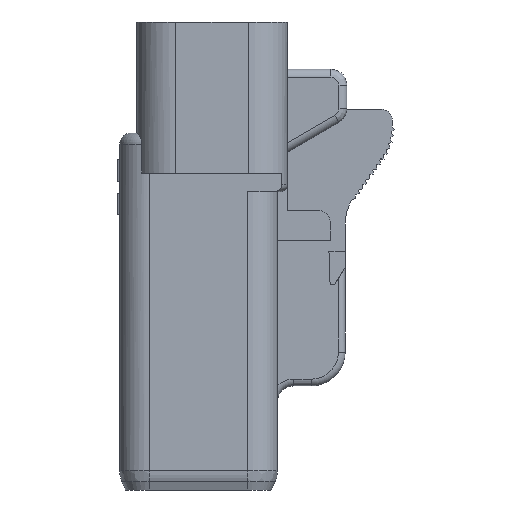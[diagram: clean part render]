
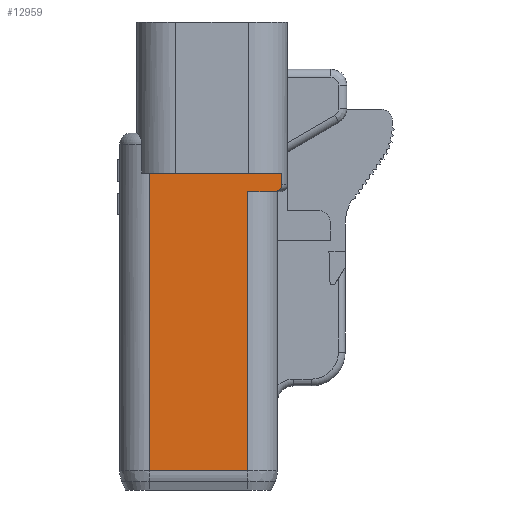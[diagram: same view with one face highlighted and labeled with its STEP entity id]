
A CAD part, left-side view. The second image highlights one B-rep face of the part: STEP entity #12959.
In plain terms, the highlighted planar face has unit normal (-1, 0, 0).
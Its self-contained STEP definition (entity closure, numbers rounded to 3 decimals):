
#1627=DIRECTION('',(0.,-1.,0.));
#1628=VECTOR('',#1627,7.3);
#1629=CARTESIAN_POINT('',(-7.85,3.65,1.429));
#1630=LINE('',#1629,#1628);
#1631=DIRECTION('',(0.,0.,-1.));
#1632=VECTOR('',#1631,22.071);
#1633=CARTESIAN_POINT('',(-7.85,3.65,23.5));
#1634=LINE('',#1633,#1632);
#1635=DIRECTION('',(0.,1.,0.));
#1636=VECTOR('',#1635,9.822);
#1637=CARTESIAN_POINT('',(-7.85,-6.172,23.5));
#1638=LINE('',#1637,#1636);
#1639=DIRECTION('',(0.,-1.,0.));
#1640=VECTOR('',#1639,2.2);
#1641=CARTESIAN_POINT('',(-7.85,-3.65,22.12));
#1642=LINE('',#1641,#1640);
#1643=DIRECTION('',(0.,0.,-1.));
#1644=VECTOR('',#1643,20.691);
#1645=CARTESIAN_POINT('',(-7.85,-3.65,22.12));
#1646=LINE('',#1645,#1644);
#2614=DIRECTION('',(0.,0.,1.));
#2615=VECTOR('',#2614,0.055);
#2616=CARTESIAN_POINT('',(-7.85,-5.85,22.12));
#2617=LINE('',#2616,#2615);
#2665=CARTESIAN_POINT('',(-7.85,-6.172,22.62));
#2666=CARTESIAN_POINT('',(-7.85,-6.172,22.579));
#2667=CARTESIAN_POINT('',(-7.85,-6.161,22.502));
#2668=CARTESIAN_POINT('',(-7.85,-6.116,22.396));
#2669=CARTESIAN_POINT('',(-7.85,-6.047,22.305));
#2670=CARTESIAN_POINT('',(-7.85,-5.958,22.229));
#2671=CARTESIAN_POINT('',(-7.85,-5.888,22.191));
#2672=CARTESIAN_POINT('',(-7.85,-5.85,22.175));
#2689=DIRECTION('',(0.,0.,-1.));
#2690=VECTOR('',#2689,0.88);
#2691=CARTESIAN_POINT('',(-7.85,-6.172,23.5));
#2692=LINE('',#2691,#2690);
#9063=CARTESIAN_POINT('',(-7.85,-6.172,23.5));
#9064=VERTEX_POINT('',#9063);
#9065=CARTESIAN_POINT('',(-7.85,-6.172,22.62));
#9066=VERTEX_POINT('',#9065);
#9067=VERTEX_POINT('',#2672);
#9071=CARTESIAN_POINT('',(-7.85,-3.65,22.12));
#9072=CARTESIAN_POINT('',(-7.85,-5.85,22.12));
#9073=VERTEX_POINT('',#9071);
#9074=VERTEX_POINT('',#9072);
#9085=CARTESIAN_POINT('',(-7.85,3.65,23.5));
#9086=VERTEX_POINT('',#9085);
#9696=CARTESIAN_POINT('',(-7.85,3.65,1.429));
#9698=VERTEX_POINT('',#9696);
#9703=CARTESIAN_POINT('',(-7.85,-3.65,1.429));
#9704=VERTEX_POINT('',#9703);
#12938=CARTESIAN_POINT('',(-7.85,5.85,0.));
#12939=DIRECTION('',(-1.,0.,0.));
#12940=DIRECTION('',(0.,-1.,0.));
#12941=AXIS2_PLACEMENT_3D('',#12938,#12939,#12940);
#12942=PLANE('',#12941);
#12943=ORIENTED_EDGE('',*,*,#12929,.F.);
#12944=ORIENTED_EDGE('',*,*,#12756,.F.);
#12946=ORIENTED_EDGE('',*,*,#12945,.F.);
#12948=ORIENTED_EDGE('',*,*,#12947,.T.);
#12950=ORIENTED_EDGE('',*,*,#12949,.T.);
#12952=ORIENTED_EDGE('',*,*,#12951,.F.);
#12954=ORIENTED_EDGE('',*,*,#12953,.F.);
#12956=ORIENTED_EDGE('',*,*,#12955,.T.);
#12957=EDGE_LOOP('',(#12943,#12944,#12946,#12948,#12950,#12952,#12954,#12956));
#12958=FACE_OUTER_BOUND('',#12957,.F.);
#12959=ADVANCED_FACE('',(#12958),#12942,.T.);
#2673=B_SPLINE_CURVE_WITH_KNOTS('',3,(#2665,#2666,#2667,#2668,#2669,#2670,#2671,
#2672),.UNSPECIFIED.,.F.,.F.,(4,1,1,1,1,4),(0.,0.2,0.4,0.6,0.8,1.),
.UNSPECIFIED.);
#12756=EDGE_CURVE('',#9086,#9698,#1634,.T.);
#12929=EDGE_CURVE('',#9698,#9704,#1630,.T.);
#12945=EDGE_CURVE('',#9064,#9086,#1638,.T.);
#12947=EDGE_CURVE('',#9064,#9066,#2692,.T.);
#12949=EDGE_CURVE('',#9066,#9067,#2673,.T.);
#12951=EDGE_CURVE('',#9074,#9067,#2617,.T.);
#12953=EDGE_CURVE('',#9073,#9074,#1642,.T.);
#12955=EDGE_CURVE('',#9073,#9704,#1646,.T.);
